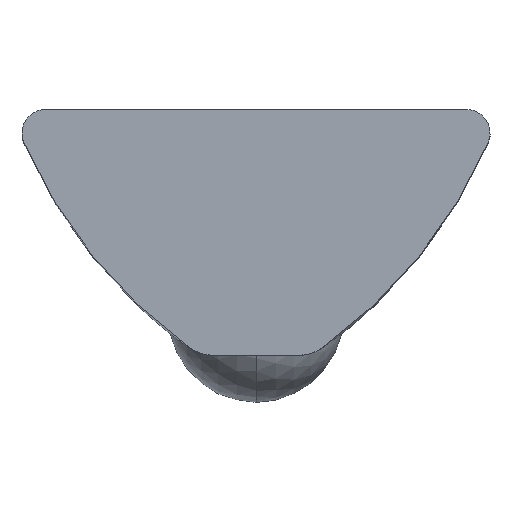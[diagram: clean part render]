
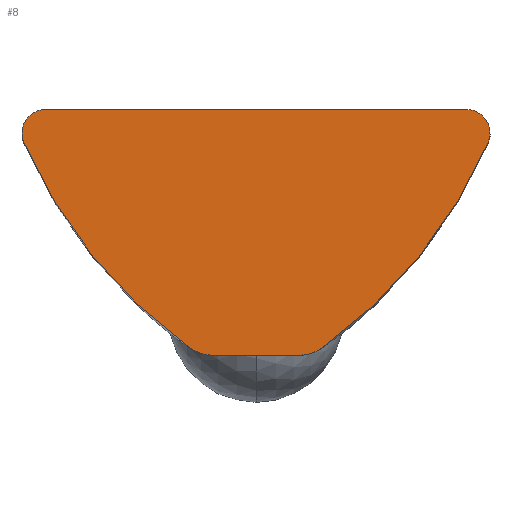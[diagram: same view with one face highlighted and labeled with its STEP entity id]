
A CAD part, top view. The second image highlights one B-rep face of the part: STEP entity #8.
In plain terms, the highlighted planar face has unit normal (0, 0, 1).
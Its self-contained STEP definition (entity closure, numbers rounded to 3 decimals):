
#8 = ADVANCED_FACE ( 'NONE', ( #248 ), #590, .T. ) ;
#45 = ORIENTED_EDGE ( 'NONE', *, *, #954, .T. ) ;
#46 = ORIENTED_EDGE ( 'NONE', *, *, #351, .T. ) ;
#47 = ORIENTED_EDGE ( 'NONE', *, *, #321, .T. ) ;
#48 = ORIENTED_EDGE ( 'NONE', *, *, #310, .T. ) ;
#49 = ORIENTED_EDGE ( 'NONE', *, *, #354, .T. ) ;
#50 = ORIENTED_EDGE ( 'NONE', *, *, #317, .T. ) ;
#51 = ORIENTED_EDGE ( 'NONE', *, *, #326, .T. ) ;
#52 = ORIENTED_EDGE ( 'NONE', *, *, #961, .T. ) ;
#53 = ORIENTED_EDGE ( 'NONE', *, *, #348, .T. ) ;
#120 = EDGE_LOOP ( 'NONE', ( #45, #46, #47, #48, #49, #50, #51, #52, #53 ) ) ;
#147 = VERTEX_POINT ( 'NONE', #612 ) ;
#150 = VERTEX_POINT ( 'NONE', #570 ) ;
#157 = VERTEX_POINT ( 'NONE', #564 ) ;
#163 = VERTEX_POINT ( 'NONE', #585 ) ;
#165 = VERTEX_POINT ( 'NONE', #685 ) ;
#169 = VERTEX_POINT ( 'NONE', #610 ) ;
#171 = VERTEX_POINT ( 'NONE', #552 ) ;
#172 = VERTEX_POINT ( 'NONE', #563 ) ;
#174 = VERTEX_POINT ( 'NONE', #649 ) ;
#248 = FACE_OUTER_BOUND ( 'NONE', #120, .T. ) ;
#282 = CIRCLE ( 'NONE', #443, 0.4 ) ;
#298 = CIRCLE ( 'NONE', #450, 0.4 ) ;
#303 = CIRCLE ( 'NONE', #451, 8.5 ) ;
#308 = CIRCLE ( 'NONE', #453, 0.4 ) ;
#310 = EDGE_CURVE ( 'NONE', #172, #174, #282, .T. ) ;
#317 = EDGE_CURVE ( 'NONE', #157, #150, #298, .T. ) ;
#321 = EDGE_CURVE ( 'NONE', #171, #172, #303, .T. ) ;
#326 = EDGE_CURVE ( 'NONE', #150, #147, #308, .T. ) ;
#348 = EDGE_CURVE ( 'NONE', #165, #163, #392, .T. ) ;
#351 = EDGE_CURVE ( 'NONE', #169, #171, #384, .T. ) ;
#354 = EDGE_CURVE ( 'NONE', #174, #157, #397, .T. ) ;
#365 = AXIS2_PLACEMENT_3D ( 'NONE', #662, #657, #617 ) ;
#384 = CIRCLE ( 'NONE', #465, 0.7 ) ;
#392 = CIRCLE ( 'NONE', #463, 0.7 ) ;
#397 = LINE ( 'NONE', #813, #398 ) ;
#398 = VECTOR ( 'NONE', #814, 1000. ) ;
#417 = LINE ( 'NONE', #865, #420 ) ;
#420 = VECTOR ( 'NONE', #866, 1000. ) ;
#428 = CIRCLE ( 'NONE', #475, 8.5 ) ;
#443 = AXIS2_PLACEMENT_3D ( 'NONE', #620, #550, #670 ) ;
#450 = AXIS2_PLACEMENT_3D ( 'NONE', #493, #526, #506 ) ;
#451 = AXIS2_PLACEMENT_3D ( 'NONE', #529, #517, #504 ) ;
#453 = AXIS2_PLACEMENT_3D ( 'NONE', #942, #943, #934 ) ;
#463 = AXIS2_PLACEMENT_3D ( 'NONE', #794, #795, #796 ) ;
#465 = AXIS2_PLACEMENT_3D ( 'NONE', #803, #804, #805 ) ;
#475 = AXIS2_PLACEMENT_3D ( 'NONE', #882, #883, #884 ) ;
#493 = CARTESIAN_POINT ( 'NONE',  ( -3.6, -0.4, 6. ) ) ;
#504 = DIRECTION ( 'NONE',  ( -1., 0., 0. ) ) ;
#506 = DIRECTION ( 'NONE',  ( 1., 0., 0. ) ) ;
#517 = DIRECTION ( 'NONE',  ( 0., 0., 1. ) ) ;
#526 = DIRECTION ( 'NONE',  ( 0., 0., 1. ) ) ;
#529 = CARTESIAN_POINT ( 'NONE',  ( -3.828, 2.83, 6. ) ) ;
#550 = DIRECTION ( 'NONE',  ( 0., 0., 1. ) ) ;
#552 = CARTESIAN_POINT ( 'NONE',  ( 1.139, -4.068, 6. ) ) ;
#563 = CARTESIAN_POINT ( 'NONE',  ( 3.967, -0.559, 6. ) ) ;
#564 = CARTESIAN_POINT ( 'NONE',  ( -3.6, 0., 6. ) ) ;
#570 = CARTESIAN_POINT ( 'NONE',  ( -4., -0.4, 6. ) ) ;
#585 = CARTESIAN_POINT ( 'NONE',  ( -0.73, -4.2, 6. ) ) ;
#590 = PLANE ( 'NONE',  #365 ) ;
#610 = CARTESIAN_POINT ( 'NONE',  ( 0.73, -4.2, 6. ) ) ;
#612 = CARTESIAN_POINT ( 'NONE',  ( -3.967, -0.559, 6. ) ) ;
#617 = DIRECTION ( 'NONE',  ( 1., 0., 0. ) ) ;
#620 = CARTESIAN_POINT ( 'NONE',  ( 3.6, -0.4, 6. ) ) ;
#649 = CARTESIAN_POINT ( 'NONE',  ( 3.6, 0., 6. ) ) ;
#657 = DIRECTION ( 'NONE',  ( 0., 0., 1. ) ) ;
#662 = CARTESIAN_POINT ( 'NONE',  ( -3.6, -0.4, 6. ) ) ;
#670 = DIRECTION ( 'NONE',  ( -1., 0., 0. ) ) ;
#685 = CARTESIAN_POINT ( 'NONE',  ( -1.139, -4.068, 6. ) ) ;
#794 = CARTESIAN_POINT ( 'NONE',  ( -0.73, -3.5, 6. ) ) ;
#795 = DIRECTION ( 'NONE',  ( 0., 0., 1. ) ) ;
#796 = DIRECTION ( 'NONE',  ( 1., 0., 0. ) ) ;
#803 = CARTESIAN_POINT ( 'NONE',  ( 0.73, -3.5, 6. ) ) ;
#804 = DIRECTION ( 'NONE',  ( 0., 0., 1. ) ) ;
#805 = DIRECTION ( 'NONE',  ( 1., 0., 0. ) ) ;
#813 = CARTESIAN_POINT ( 'NONE',  ( -2.45, 0., 6. ) ) ;
#814 = DIRECTION ( 'NONE',  ( -1., 0., 0. ) ) ;
#865 = CARTESIAN_POINT ( 'NONE',  ( 0.95, -4.2, 6. ) ) ;
#866 = DIRECTION ( 'NONE',  ( 1., 0., 0. ) ) ;
#882 = CARTESIAN_POINT ( 'NONE',  ( 3.828, 2.83, 6. ) ) ;
#883 = DIRECTION ( 'NONE',  ( 0., 0., 1. ) ) ;
#884 = DIRECTION ( 'NONE',  ( 1., 0., 0. ) ) ;
#934 = DIRECTION ( 'NONE',  ( 1., 0., 0. ) ) ;
#942 = CARTESIAN_POINT ( 'NONE',  ( -3.6, -0.4, 6. ) ) ;
#943 = DIRECTION ( 'NONE',  ( 0., 0., 1. ) ) ;
#954 = EDGE_CURVE ( 'NONE', #163, #169, #417, .T. ) ;
#961 = EDGE_CURVE ( 'NONE', #147, #165, #428, .T. ) ;
